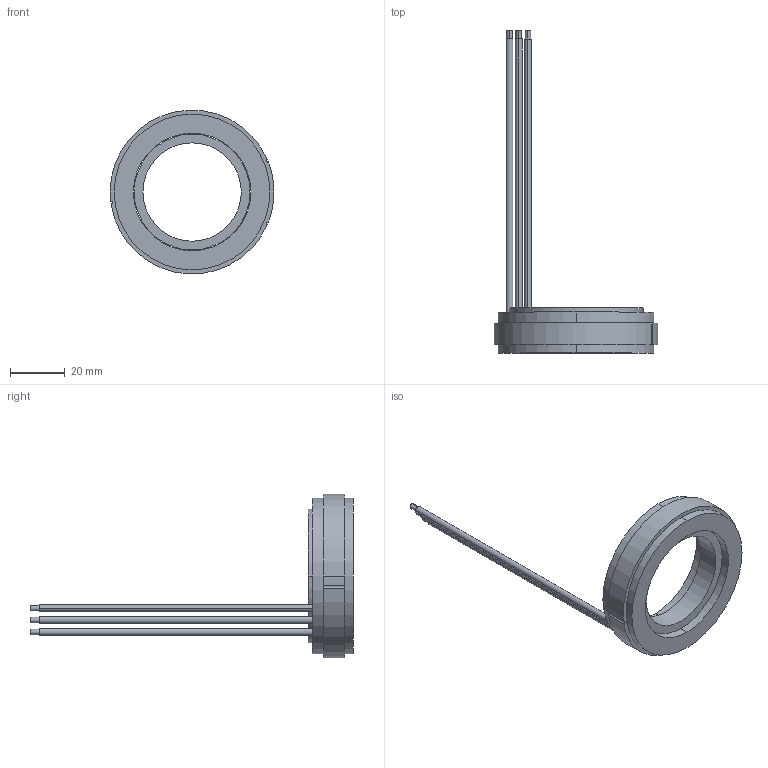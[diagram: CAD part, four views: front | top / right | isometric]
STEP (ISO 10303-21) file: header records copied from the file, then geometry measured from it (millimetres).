
FILE_DESCRIPTION (( 'STEP AP203' ), '1' );
FILE_NAME ('Part.STEP', '2024-07-29T06:27:11', ( '个人用户' ), ( '微软中国' ), 'SwSTEP 2.0', 'SolidWorks 2010', '' );
FILE_SCHEMA (( 'CONFIG_CONTROL_DESIGN' ));
Length unit declared in the file: millimetre
Products named in the file (1): Part
Bounding box: 59.92 x 118 x 59.95 mm (x, y, z)
Volume: 23993.2 mm3; surface area: 13154.3 mm2
Topology: 2 solids, 2 shells, 46 faces, 99 edges, 66 vertices
Faces by surface type: cylinder 33, plane 13
Entity records: 1372 total; most frequent: DIRECTION 259, CARTESIAN_POINT 212, ORIENTED_EDGE 198, AXIS2_PLACEMENT_3D 113, EDGE_CURVE 99, CIRCLE 66, VERTEX_POINT 66, EDGE_LOOP 59
